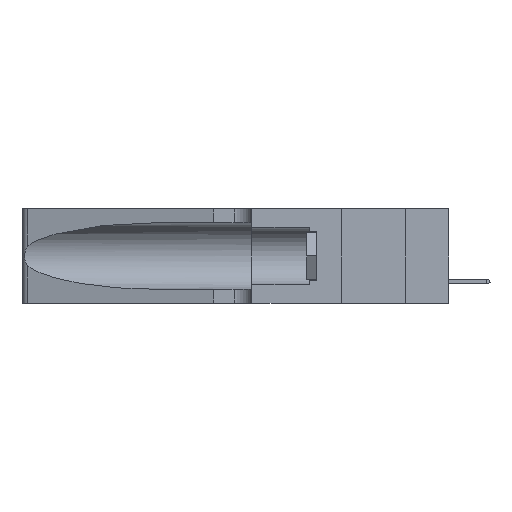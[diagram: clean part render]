
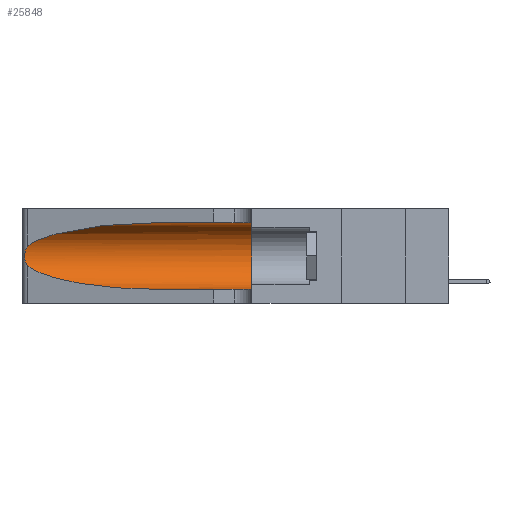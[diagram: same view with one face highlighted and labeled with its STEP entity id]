
A CAD part, left-side view. The second image highlights one B-rep face of the part: STEP entity #25848.
In plain terms, the highlighted cylindrical face has radius 3.308 mm (diameter 6.617 mm), a partial arc.
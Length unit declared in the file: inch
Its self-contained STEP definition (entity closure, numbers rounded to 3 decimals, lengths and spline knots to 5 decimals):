
#196 = ORIENTED_EDGE ( 'NONE', *, *, #33972, .T. ) ;
#1145 = VERTEX_POINT ( 'NONE', #6439 ) ;
#2147 = DIRECTION ( 'NONE',  ( 0., 0., 1. ) ) ;
#2828 = CARTESIAN_POINT ( 'NONE',  ( 0.25555, 1.22993, 0.14849 ) ) ;
#2841 = CARTESIAN_POINT ( 'NONE',  ( 0.25487, 1.22718, 0.14631 ) ) ;
#2960 = CARTESIAN_POINT ( 'NONE',  ( 0.26075, 1.23896, 0.19203 ) ) ;
#2968 = EDGE_CURVE ( 'NONE', #11518, #22673, #9121, .T. ) ;
#4190 = EDGE_CURVE ( 'NONE', #11264, #17495, #38135, .T. ) ;
#5518 = CARTESIAN_POINT ( 'NONE',  ( 0.25487, 1.22718, 0.22369 ) ) ;
#6439 = CARTESIAN_POINT ( 'NONE',  ( 0.25487, 1.22718, 0.14631 ) ) ;
#7519 = ORIENTED_EDGE ( 'NONE', *, *, #8287, .F. ) ;
#8287 = EDGE_CURVE ( 'NONE', #11264, #14569, #28052, .T. ) ;
#8849 = CARTESIAN_POINT ( 'NONE',  ( 0.25787, 1.23484, 0.2124 ) ) ;
#8985 = CARTESIAN_POINT ( 'NONE',  ( 0.26017, 1.23833, 0.17102 ) ) ;
#9003 = CARTESIAN_POINT ( 'NONE',  ( 0.18966, 0.96281, 0.05475 ) ) ;
#9121 = LINE ( 'NONE', #36912, #26915 ) ;
#10336 = CARTESIAN_POINT ( 'NONE',  ( 0.25487, 1.22718, 0.22369 ) ) ;
#10740 = EDGE_CURVE ( 'NONE', #17495, #1145, #19356, .T. ) ;
#11264 = VERTEX_POINT ( 'NONE', #37610 ) ;
#11518 = VERTEX_POINT ( 'NONE', #16004 ) ;
#11575 =( BOUNDED_CURVE ( )  B_SPLINE_CURVE ( 3, ( #2841, #36175, #9003, #19654 ),
 .UNSPECIFIED., .F., .T. ) 
 B_SPLINE_CURVE_WITH_KNOTS ( ( 4, 4 ),
 ( 3.44316, 4.71239 ),
 .UNSPECIFIED. ) 
 CURVE ( )  GEOMETRIC_REPRESENTATION_ITEM ( )  RATIONAL_B_SPLINE_CURVE ( ( 1., 0.87, 0.87, 1. ) ) 
 REPRESENTATION_ITEM ( '' )  );
#12174 = CARTESIAN_POINT ( 'NONE',  ( 0.25854, 1.2359, 0.20912 ) ) ;
#12578 = CARTESIAN_POINT ( 'NONE',  ( 0.1305, 0.35, 0.31525 ) ) ;
#12604 = CARTESIAN_POINT ( 'NONE',  ( 0.25856, 1.23593, 0.16098 ) ) ;
#12766 = AXIS2_PLACEMENT_3D ( 'NONE', #14299, #24251, #27644 ) ;
#13553 = CYLINDRICAL_SURFACE ( 'NONE', #12766, 0.13025 ) ;
#14299 = CARTESIAN_POINT ( 'NONE',  ( 0.1305, 1.61858, 0.185 ) ) ;
#14569 = VERTEX_POINT ( 'NONE', #12578 ) ;
#15742 = ORIENTED_EDGE ( 'NONE', *, *, #4190, .T. ) ;
#16004 = CARTESIAN_POINT ( 'NONE',  ( 0.1305, 0.72297, 0.05475 ) ) ;
#17123 = CARTESIAN_POINT ( 'NONE',  ( 0.1305, 0.35, 0.05475 ) ) ;
#17495 = VERTEX_POINT ( 'NONE', #35545 ) ;
#18149 = EDGE_LOOP ( 'NONE', ( #15742, #38628, #196, #18577, #32726, #7519 ) ) ;
#18577 = ORIENTED_EDGE ( 'NONE', *, *, #2968, .T. ) ;
#18674 = CARTESIAN_POINT ( 'NONE',  ( 0.1305, 0.35, 0.185 ) ) ;
#19356 = B_SPLINE_CURVE_WITH_KNOTS ( 'NONE', 3,
 ( #5518, #41947, #38827, #8849, #12174, #41806, #2960, #26397, #8985, #12604, #29165, #32528, #2828, #39409 ),
 .UNSPECIFIED., .F., .F.,
 ( 4, 2, 2, 2, 2, 2, 4 ),
 ( 0., 0.00027, 0.00053, 0.00107, 0.0016, 0.00187, 0.00214 ),
 .UNSPECIFIED. ) ;
#19654 = CARTESIAN_POINT ( 'NONE',  ( 0.1305, 0.72297, 0.05475 ) ) ;
#22039 = DIRECTION ( 'NONE',  ( 0., 1., 0. ) ) ;
#22673 = VERTEX_POINT ( 'NONE', #17123 ) ;
#23635 = CARTESIAN_POINT ( 'NONE',  ( 0.1305, 0.72297, 0.31525 ) ) ;
#24251 = DIRECTION ( 'NONE',  ( 0., -1., 0. ) ) ;
#25848 = ADVANCED_FACE ( 'NONE', ( #29834 ), #13553, .F. ) ;
#26358 = DIRECTION ( 'NONE',  ( 0., -1., 0. ) ) ;
#26397 = CARTESIAN_POINT ( 'NONE',  ( 0.26075, 1.23896, 0.178 ) ) ;
#26915 = VECTOR ( 'NONE', #27133, 39.37008 ) ;
#27133 = DIRECTION ( 'NONE',  ( 0., -1., 0. ) ) ;
#27644 = DIRECTION ( 'NONE',  ( 0., 0., -1. ) ) ;
#28052 = LINE ( 'NONE', #39670, #35857 ) ;
#29165 = CARTESIAN_POINT ( 'NONE',  ( 0.25789, 1.23486, 0.15765 ) ) ;
#29834 = FACE_OUTER_BOUND ( 'NONE', #18149, .T. ) ;
#29948 = CARTESIAN_POINT ( 'NONE',  ( 0.2373, 1.15595, 0.28018 ) ) ;
#32528 = CARTESIAN_POINT ( 'NONE',  ( 0.25639, 1.23186, 0.15144 ) ) ;
#32726 = ORIENTED_EDGE ( 'NONE', *, *, #40894, .F. ) ;
#33972 = EDGE_CURVE ( 'NONE', #1145, #11518, #11575, .T. ) ;
#35373 = CIRCLE ( 'NONE', #40451, 0.13025 ) ;
#35545 = CARTESIAN_POINT ( 'NONE',  ( 0.25487, 1.22718, 0.22369 ) ) ;
#35857 = VECTOR ( 'NONE', #26358, 39.37008 ) ;
#36175 = CARTESIAN_POINT ( 'NONE',  ( 0.2373, 1.15595, 0.08982 ) ) ;
#36912 = CARTESIAN_POINT ( 'NONE',  ( 0.1305, 1.61858, 0.05475 ) ) ;
#37610 = CARTESIAN_POINT ( 'NONE',  ( 0.1305, 0.72297, 0.31525 ) ) ;
#38135 =( BOUNDED_CURVE ( )  B_SPLINE_CURVE ( 3, ( #23635, #39905, #29948, #10336 ),
 .UNSPECIFIED., .F., .F. ) 
 B_SPLINE_CURVE_WITH_KNOTS ( ( 4, 4 ),
 ( 1.5708, 2.84003 ),
 .UNSPECIFIED. ) 
 CURVE ( )  GEOMETRIC_REPRESENTATION_ITEM ( )  RATIONAL_B_SPLINE_CURVE ( ( 1., 0.87, 0.87, 1. ) ) 
 REPRESENTATION_ITEM ( '' )  );
#38628 = ORIENTED_EDGE ( 'NONE', *, *, #10740, .T. ) ;
#38827 = CARTESIAN_POINT ( 'NONE',  ( 0.25639, 1.23184, 0.21858 ) ) ;
#39409 = CARTESIAN_POINT ( 'NONE',  ( 0.25487, 1.22718, 0.14631 ) ) ;
#39670 = CARTESIAN_POINT ( 'NONE',  ( 0.1305, 1.61858, 0.31525 ) ) ;
#39905 = CARTESIAN_POINT ( 'NONE',  ( 0.18966, 0.96281, 0.31525 ) ) ;
#40451 = AXIS2_PLACEMENT_3D ( 'NONE', #18674, #22039, #2147 ) ;
#40894 = EDGE_CURVE ( 'NONE', #14569, #22673, #35373, .T. ) ;
#41806 = CARTESIAN_POINT ( 'NONE',  ( 0.26018, 1.23835, 0.19895 ) ) ;
#41947 = CARTESIAN_POINT ( 'NONE',  ( 0.25555, 1.22994, 0.2215 ) ) ;
